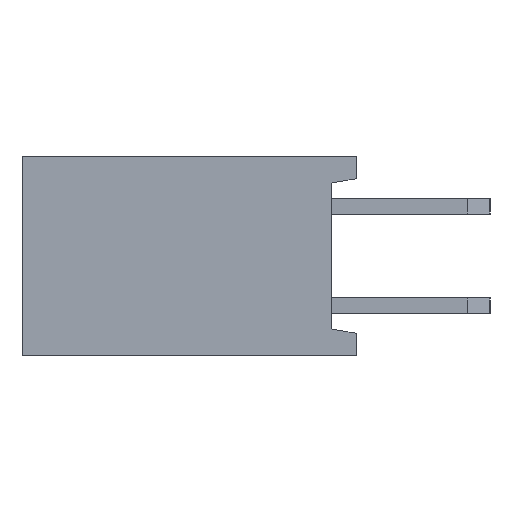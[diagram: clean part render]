
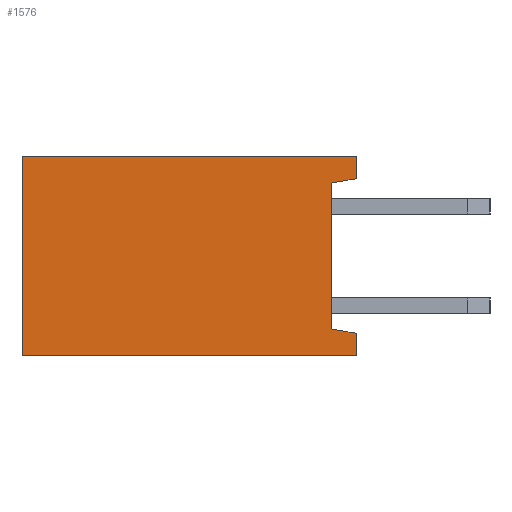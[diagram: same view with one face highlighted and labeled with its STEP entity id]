
A CAD part, left-side view. The second image highlights one B-rep face of the part: STEP entity #1576.
In plain terms, the highlighted planar face has unit normal (-1, 0, 0).
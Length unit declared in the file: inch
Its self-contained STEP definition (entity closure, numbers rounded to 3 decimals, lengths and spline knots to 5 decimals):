
#34 = CARTESIAN_POINT ( 'NONE',  ( -1.51, 0., -0.1 ) ) ;
#254 = CARTESIAN_POINT ( 'NONE',  ( -1.51, -3.02662, 0.1 ) ) ;
#273 = EDGE_CURVE ( 'NONE', #10198, #8219, #10562, .T. ) ;
#348 = VERTEX_POINT ( 'NONE', #5836 ) ;
#350 = LINE ( 'NONE', #2667, #5418 ) ;
#418 = VERTEX_POINT ( 'NONE', #8546 ) ;
#446 = CARTESIAN_POINT ( 'NONE',  ( -1.51, 0.025, -0.07309 ) ) ;
#906 = CARTESIAN_POINT ( 'NONE',  ( -1.51, -3.02662, -0.1 ) ) ;
#997 = ORIENTED_EDGE ( 'NONE', *, *, #13843, .T. ) ;
#1170 = DIRECTION ( 'NONE',  ( 0., 0.985, 0.174 ) ) ;
#1401 = DIRECTION ( 'NONE',  ( 0., 0., -1. ) ) ;
#1576 = ADVANCED_FACE ( 'NONE', ( #9453 ), #14327, .T. ) ;
#1686 = ORIENTED_EDGE ( 'NONE', *, *, #5536, .T. ) ;
#2659 = VECTOR ( 'NONE', #13270, 39.37008 ) ;
#2667 = CARTESIAN_POINT ( 'NONE',  ( -1.51, 0.025, 0.07309 ) ) ;
#3275 = CARTESIAN_POINT ( 'NONE',  ( -1.51, 0.335, -0.1 ) ) ;
#3512 = LINE ( 'NONE', #14463, #2659 ) ;
#3562 = CARTESIAN_POINT ( 'NONE',  ( -1.51, 0.335, -0.1 ) ) ;
#3573 = CARTESIAN_POINT ( 'NONE',  ( -1.51, 0., -0.0775 ) ) ;
#3717 = CARTESIAN_POINT ( 'NONE',  ( -1.51, 0.025, -0.07309 ) ) ;
#3742 = EDGE_CURVE ( 'NONE', #8241, #10198, #3512, .T. ) ;
#3774 = DIRECTION ( 'NONE',  ( 0., 1., 0. ) ) ;
#3885 = EDGE_CURVE ( 'NONE', #4147, #348, #9320, .T. ) ;
#4028 = DIRECTION ( 'NONE',  ( 0., -0.985, 0.174 ) ) ;
#4102 = VECTOR ( 'NONE', #1401, 39.37008 ) ;
#4147 = VERTEX_POINT ( 'NONE', #3717 ) ;
#5164 = EDGE_CURVE ( 'NONE', #418, #4147, #9808, .T. ) ;
#5223 = LINE ( 'NONE', #254, #12977 ) ;
#5418 = VECTOR ( 'NONE', #4028, 39.37008 ) ;
#5442 = VECTOR ( 'NONE', #1170, 39.37008 ) ;
#5536 = EDGE_CURVE ( 'NONE', #12000, #8219, #5223, .T. ) ;
#5545 = DIRECTION ( 'NONE',  ( -1., 0., 0. ) ) ;
#5762 = DIRECTION ( 'NONE',  ( 0., 0., 1. ) ) ;
#5836 = CARTESIAN_POINT ( 'NONE',  ( -1.51, 0.025, 0.07309 ) ) ;
#6310 = CARTESIAN_POINT ( 'NONE',  ( -1.51, 0.335, 0.1 ) ) ;
#6404 = ORIENTED_EDGE ( 'NONE', *, *, #14534, .F. ) ;
#6427 = ORIENTED_EDGE ( 'NONE', *, *, #10432, .F. ) ;
#6949 = ORIENTED_EDGE ( 'NONE', *, *, #3742, .F. ) ;
#7861 = CARTESIAN_POINT ( 'NONE',  ( -1.51, 0., -0.1 ) ) ;
#8035 = VERTEX_POINT ( 'NONE', #9750 ) ;
#8067 = CARTESIAN_POINT ( 'NONE',  ( -1.51, 0., -0.1 ) ) ;
#8219 = VERTEX_POINT ( 'NONE', #6310 ) ;
#8241 = VERTEX_POINT ( 'NONE', #8067 ) ;
#8257 = DIRECTION ( 'NONE',  ( 0., 0., 1. ) ) ;
#8441 = CARTESIAN_POINT ( 'NONE',  ( -1.51, 0., 0.1 ) ) ;
#8506 = VECTOR ( 'NONE', #5762, 39.37008 ) ;
#8546 = CARTESIAN_POINT ( 'NONE',  ( -1.51, 0., -0.0775 ) ) ;
#9290 = LINE ( 'NONE', #7861, #11820 ) ;
#9320 = LINE ( 'NONE', #446, #10475 ) ;
#9453 = FACE_OUTER_BOUND ( 'NONE', #13072, .T. ) ;
#9749 = ORIENTED_EDGE ( 'NONE', *, *, #5164, .T. ) ;
#9750 = CARTESIAN_POINT ( 'NONE',  ( -1.51, 0., 0.0775 ) ) ;
#9808 = LINE ( 'NONE', #3573, #5442 ) ;
#10198 = VERTEX_POINT ( 'NONE', #3562 ) ;
#10432 = EDGE_CURVE ( 'NONE', #12000, #8035, #11156, .T. ) ;
#10475 = VECTOR ( 'NONE', #11719, 39.37008 ) ;
#10562 = LINE ( 'NONE', #3275, #8506 ) ;
#11156 = LINE ( 'NONE', #34, #4102 ) ;
#11719 = DIRECTION ( 'NONE',  ( 0., 0., 1. ) ) ;
#11820 = VECTOR ( 'NONE', #14167, 39.37008 ) ;
#12000 = VERTEX_POINT ( 'NONE', #8441 ) ;
#12977 = VECTOR ( 'NONE', #3774, 39.37008 ) ;
#13072 = EDGE_LOOP ( 'NONE', ( #1686, #13672, #6949, #6404, #9749, #13393, #997, #6427 ) ) ;
#13270 = DIRECTION ( 'NONE',  ( 0., 1., 0. ) ) ;
#13393 = ORIENTED_EDGE ( 'NONE', *, *, #3885, .T. ) ;
#13672 = ORIENTED_EDGE ( 'NONE', *, *, #273, .F. ) ;
#13843 = EDGE_CURVE ( 'NONE', #348, #8035, #350, .T. ) ;
#14142 = AXIS2_PLACEMENT_3D ( 'NONE', #906, #5545, #8257 ) ;
#14167 = DIRECTION ( 'NONE',  ( 0., 0., -1. ) ) ;
#14327 = PLANE ( 'NONE',  #14142 ) ;
#14463 = CARTESIAN_POINT ( 'NONE',  ( -1.51, -3.02662, -0.1 ) ) ;
#14534 = EDGE_CURVE ( 'NONE', #418, #8241, #9290, .T. ) ;
